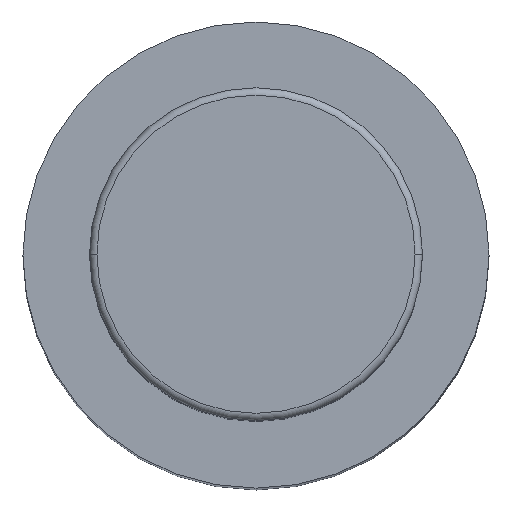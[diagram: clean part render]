
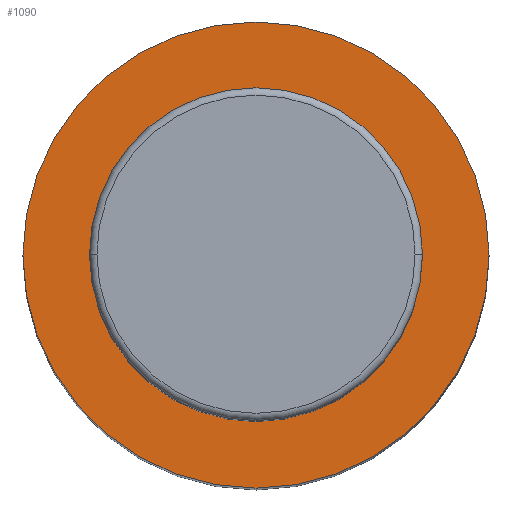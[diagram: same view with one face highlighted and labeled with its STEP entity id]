
A CAD part, top view. The second image highlights one B-rep face of the part: STEP entity #1090.
In plain terms, the highlighted planar face has unit normal (0, 0, 1).
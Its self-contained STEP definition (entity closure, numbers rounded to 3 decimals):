
#31 = AXIS2_PLACEMENT_3D ( 'NONE', #266, #835, #1239 ) ;
#64 = CARTESIAN_POINT ( 'NONE',  ( 0., 0., 144. ) ) ;
#69 = CARTESIAN_POINT ( 'NONE',  ( 0., 0., 144. ) ) ;
#138 = VERTEX_POINT ( 'NONE', #327 ) ;
#164 = PLANE ( 'NONE',  #796 ) ;
#181 = CARTESIAN_POINT ( 'NONE',  ( 0., 0., 144. ) ) ;
#185 = DIRECTION ( 'NONE',  ( -1., 0., 0. ) ) ;
#189 = DIRECTION ( 'NONE',  ( -1., 0., 0. ) ) ;
#203 = ORIENTED_EDGE ( 'NONE', *, *, #288, .T. ) ;
#215 = CIRCLE ( 'NONE', #493, 22.5 ) ;
#241 = ORIENTED_EDGE ( 'NONE', *, *, #357, .F. ) ;
#266 = CARTESIAN_POINT ( 'NONE',  ( 0., 0., 144. ) ) ;
#288 = EDGE_CURVE ( 'NONE', #354, #138, #976, .T. ) ;
#291 = DIRECTION ( 'NONE',  ( 1., 0., 0. ) ) ;
#300 = ORIENTED_EDGE ( 'NONE', *, *, #352, .T. ) ;
#305 = CARTESIAN_POINT ( 'NONE',  ( -22.5, 0., 144. ) ) ;
#313 = DIRECTION ( 'NONE',  ( -1., 0., 0. ) ) ;
#327 = CARTESIAN_POINT ( 'NONE',  ( 22.5, 0., 144. ) ) ;
#352 = EDGE_CURVE ( 'NONE', #138, #354, #215, .T. ) ;
#354 = VERTEX_POINT ( 'NONE', #305 ) ;
#357 = EDGE_CURVE ( 'NONE', #1080, #456, #1094, .T. ) ;
#363 = EDGE_CURVE ( 'NONE', #456, #1080, #626, .T. ) ;
#418 = EDGE_LOOP ( 'NONE', ( #241, #599 ) ) ;
#423 = AXIS2_PLACEMENT_3D ( 'NONE', #69, #769, #189 ) ;
#456 = VERTEX_POINT ( 'NONE', #982 ) ;
#493 = AXIS2_PLACEMENT_3D ( 'NONE', #181, #864, #313 ) ;
#567 = FACE_OUTER_BOUND ( 'NONE', #418, .T. ) ;
#599 = ORIENTED_EDGE ( 'NONE', *, *, #363, .F. ) ;
#626 = CIRCLE ( 'NONE', #423, 31.5 ) ;
#644 = CARTESIAN_POINT ( 'NONE',  ( -22.5, 0., 144. ) ) ;
#689 = FACE_BOUND ( 'NONE', #847, .T. ) ;
#766 = DIRECTION ( 'NONE',  ( 0., 0., -1. ) ) ;
#769 = DIRECTION ( 'NONE',  ( 0., 0., -1. ) ) ;
#796 = AXIS2_PLACEMENT_3D ( 'NONE', #644, #853, #291 ) ;
#835 = DIRECTION ( 'NONE',  ( 0., 0., -1. ) ) ;
#847 = EDGE_LOOP ( 'NONE', ( #203, #300 ) ) ;
#849 = CARTESIAN_POINT ( 'NONE',  ( -31.5, 0., 144. ) ) ;
#853 = DIRECTION ( 'NONE',  ( 0., 0., 1. ) ) ;
#864 = DIRECTION ( 'NONE',  ( 0., 0., -1. ) ) ;
#931 = AXIS2_PLACEMENT_3D ( 'NONE', #64, #766, #185 ) ;
#976 = CIRCLE ( 'NONE', #31, 22.5 ) ;
#982 = CARTESIAN_POINT ( 'NONE',  ( 31.5, 0., 144. ) ) ;
#1080 = VERTEX_POINT ( 'NONE', #849 ) ;
#1090 = ADVANCED_FACE ( 'NONE', ( #689, #567 ), #164, .T. ) ;
#1094 = CIRCLE ( 'NONE', #931, 31.5 ) ;
#1239 = DIRECTION ( 'NONE',  ( -1., 0., 0. ) ) ;
